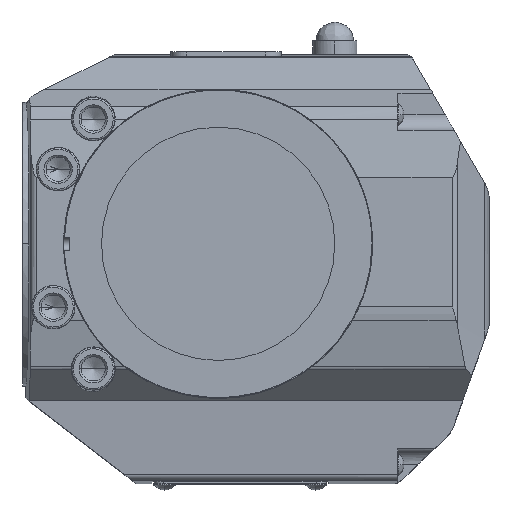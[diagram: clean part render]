
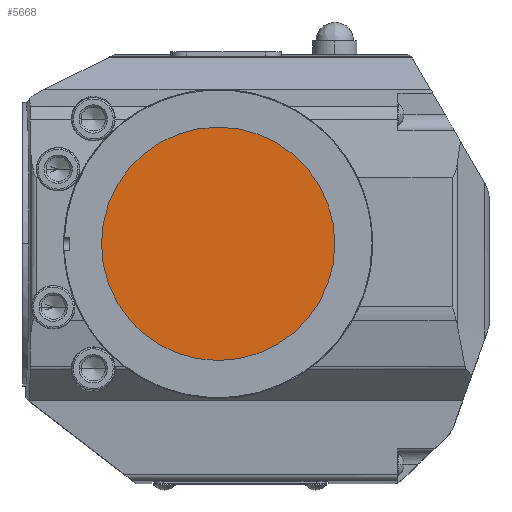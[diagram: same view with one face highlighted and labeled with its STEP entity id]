
A CAD part, top view. The second image highlights one B-rep face of the part: STEP entity #5668.
In plain terms, the highlighted planar face has unit normal (0, 0, 1).
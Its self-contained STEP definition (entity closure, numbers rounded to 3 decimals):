
#125 = EDGE_LOOP ( 'NONE', ( #4671, #2705 ) ) ;
#456 = AXIS2_PLACEMENT_3D ( 'NONE', #6657, #6006, #2719 ) ;
#1356 = CARTESIAN_POINT ( 'NONE',  ( 0., 0., 72. ) ) ;
#1790 = CIRCLE ( 'NONE', #2225, 37. ) ;
#1866 = CARTESIAN_POINT ( 'NONE',  ( 0., 0., 72. ) ) ;
#1897 = EDGE_CURVE ( 'NONE', #3742, #6799, #1790, .T. ) ;
#2109 = CARTESIAN_POINT ( 'NONE',  ( 37., 0., 72. ) ) ;
#2225 = AXIS2_PLACEMENT_3D ( 'NONE', #1356, #3206, #3245 ) ;
#2705 = ORIENTED_EDGE ( 'NONE', *, *, #5549, .F. ) ;
#2719 = DIRECTION ( 'NONE',  ( -1., 0., 0. ) ) ;
#2939 = CARTESIAN_POINT ( 'NONE',  ( -37., 0., 72. ) ) ;
#3206 = DIRECTION ( 'NONE',  ( 0., 0., -1. ) ) ;
#3245 = DIRECTION ( 'NONE',  ( 1., 0., 0. ) ) ;
#3742 = VERTEX_POINT ( 'NONE', #2109 ) ;
#3925 = DIRECTION ( 'NONE',  ( 0., 0., -1. ) ) ;
#4011 = PLANE ( 'NONE',  #456 ) ;
#4671 = ORIENTED_EDGE ( 'NONE', *, *, #1897, .F. ) ;
#5549 = EDGE_CURVE ( 'NONE', #6799, #3742, #7332, .T. ) ;
#5668 = ADVANCED_FACE ( 'NONE', ( #7339 ), #4011, .F. ) ;
#6006 = DIRECTION ( 'NONE',  ( 0., 0., -1. ) ) ;
#6648 = AXIS2_PLACEMENT_3D ( 'NONE', #1866, #3925, #7082 ) ;
#6657 = CARTESIAN_POINT ( 'NONE',  ( 0., 0., 72. ) ) ;
#6799 = VERTEX_POINT ( 'NONE', #2939 ) ;
#7082 = DIRECTION ( 'NONE',  ( 1., 0., 0. ) ) ;
#7332 = CIRCLE ( 'NONE', #6648, 37. ) ;
#7339 = FACE_OUTER_BOUND ( 'NONE', #125, .T. ) ;
